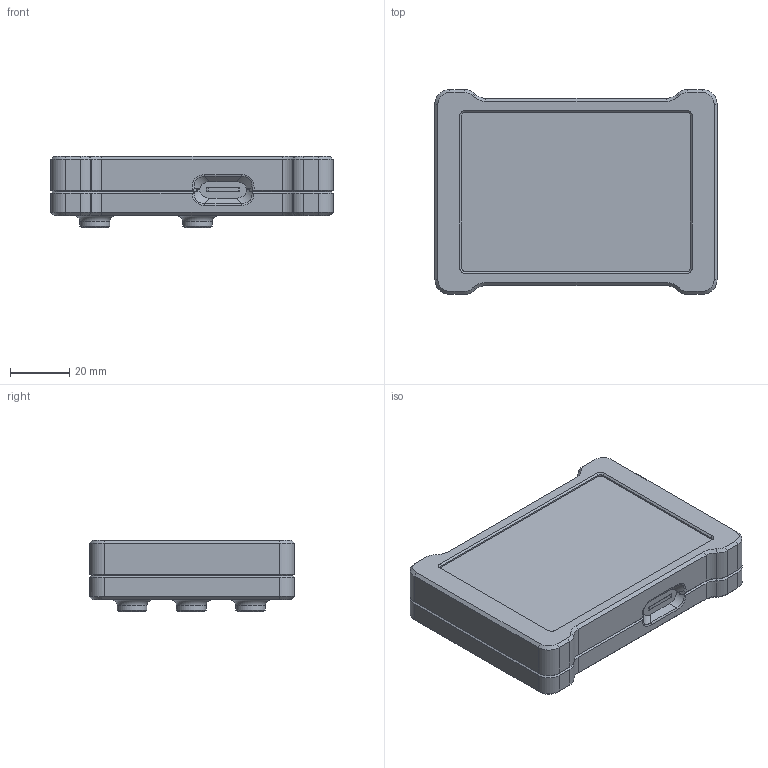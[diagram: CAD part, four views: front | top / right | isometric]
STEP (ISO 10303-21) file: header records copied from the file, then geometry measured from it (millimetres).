
FILE_DESCRIPTION(/* description */ ('Unknown'),/* implementation_level */ '2;1');
FILE_NAME(/* name */ 'CAD Dummy MFD32',/* time_stamp */ '2021-08-17T22:22:55+02:00',/* author */ ('Unknown'),/* organization */ ('Unknown'),/* preprocessor_version */ 'ST-DEVELOPER v16.7',/* originating_system */ 'DEX',/* authorisation */ $);
FILE_SCHEMA (('AUTOMOTIVE_DESIGN {1 0 10303 214 3 1 1}'));
Length unit declared in the file: millimetre
Products named in the file (1): CAD Dummy MFD32
Bounding box: 94.9 x 68.9 x 24.07 mm (x, y, z)
Volume: 117111.9 mm3; surface area: 21742.5 mm2
Topology: 1 solids, 1 shells, 553 faces, 1391 edges, 882 vertices
Faces by surface type: plane 358, cylinder 115, cone 73, bspline 4, torus 3
Full cylindrical faces by diameter (mm): 3.242 x3, 6 x7, 7 x3, 7.5 x3, 10 x3
Entity records: 19903 total; most frequent: CARTESIAN_POINT 2960, DIRECTION 2676, ORIENTED_EDGE 2652, EDGE_CURVE 1326, LINE 996, VECTOR 996, VERTEX_POINT 860, AXIS2_PLACEMENT_3D 840
